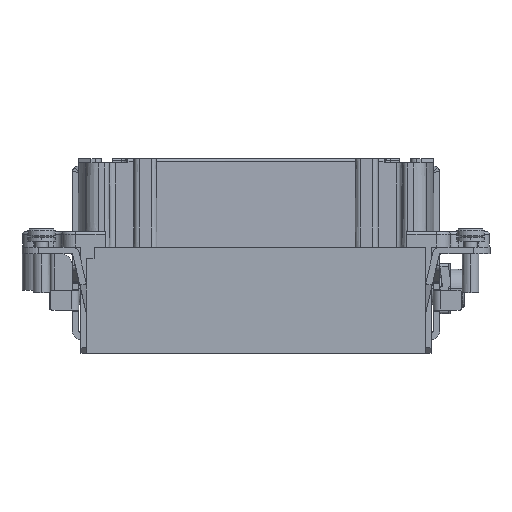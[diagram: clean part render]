
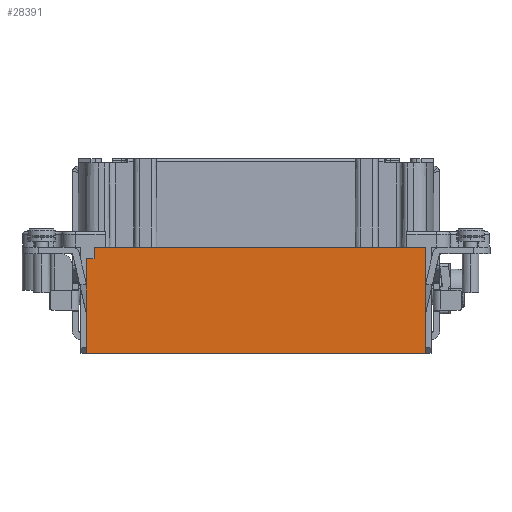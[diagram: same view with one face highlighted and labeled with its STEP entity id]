
A CAD part, left-side view. The second image highlights one B-rep face of the part: STEP entity #28391.
In plain terms, the highlighted planar face has unit normal (-1, 0, 0).
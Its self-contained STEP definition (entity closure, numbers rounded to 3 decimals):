
#101=DIRECTION('',(0.,-1.,0.));
#102=VECTOR('',#101,59.887);
#103=CARTESIAN_POINT('',(-16.95,29.237,-2.7));
#104=LINE('',#103,#102);
#1332=DIRECTION('',(0.,1.,0.));
#1333=VECTOR('',#1332,0.01);
#1334=CARTESIAN_POINT('',(-16.95,29.237,-4.7));
#1335=LINE('',#1334,#1333);
#1336=DIRECTION('',(0.,0.,1.));
#1337=VECTOR('',#1336,2.);
#1338=CARTESIAN_POINT('',(-16.95,29.237,-4.7));
#1339=LINE('',#1338,#1337);
#1340=DIRECTION('',(0.,-0.005,1.));
#1341=VECTOR('',#1340,0.1);
#1342=CARTESIAN_POINT('',(-16.95,29.248,-4.8));
#1343=LINE('',#1342,#1341);
#1348=DIRECTION('',(0.,0.,1.));
#1349=VECTOR('',#1348,19.2);
#1350=CARTESIAN_POINT('',(-16.95,-30.65,-21.9));
#1351=LINE('',#1350,#1349);
#4896=DIRECTION('',(0.,1.,0.));
#4897=VECTOR('',#4896,1.402);
#4898=CARTESIAN_POINT('',(-16.95,29.248,-4.8));
#4899=LINE('',#4898,#4897);
#5088=DIRECTION('',(0.,1.,0.));
#5089=VECTOR('',#5088,61.3);
#5090=CARTESIAN_POINT('',(-16.95,-30.65,-21.9));
#5091=LINE('',#5090,#5089);
#6392=DIRECTION('',(0.,0.,-1.));
#6393=VECTOR('',#6392,17.1);
#6394=CARTESIAN_POINT('',(-16.95,30.65,-4.8));
#6395=LINE('',#6394,#6393);
#24787=CARTESIAN_POINT('',(-16.95,-30.65,-21.9));
#24788=CARTESIAN_POINT('',(-16.95,30.65,-21.9));
#24789=VERTEX_POINT('',#24787);
#24790=VERTEX_POINT('',#24788);
#24849=CARTESIAN_POINT('',(-16.95,29.248,-4.8));
#24850=VERTEX_POINT('',#24849);
#25157=CARTESIAN_POINT('',(-16.95,29.247,-4.7));
#25158=VERTEX_POINT('',#25157);
#25163=CARTESIAN_POINT('',(-16.95,30.65,-4.8));
#25164=VERTEX_POINT('',#25163);
#25167=CARTESIAN_POINT('',(-16.95,29.237,-2.7));
#25168=CARTESIAN_POINT('',(-16.95,-30.65,-2.7));
#25169=VERTEX_POINT('',#25167);
#25170=VERTEX_POINT('',#25168);
#25180=CARTESIAN_POINT('',(-16.95,29.237,-4.7));
#25182=VERTEX_POINT('',#25180);
#28371=CARTESIAN_POINT('',(-16.95,27.3,-2.7));
#28372=DIRECTION('',(1.,0.,0.));
#28373=DIRECTION('',(0.,1.,0.));
#28374=AXIS2_PLACEMENT_3D('',#28371,#28372,#28373);
#28375=PLANE('',#28374);
#28376=ORIENTED_EDGE('',*,*,#28364,.F.);
#28377=ORIENTED_EDGE('',*,*,#28353,.T.);
#28378=ORIENTED_EDGE('',*,*,#27661,.T.);
#28380=ORIENTED_EDGE('',*,*,#28379,.F.);
#28382=ORIENTED_EDGE('',*,*,#28381,.T.);
#28384=ORIENTED_EDGE('',*,*,#28383,.F.);
#28386=ORIENTED_EDGE('',*,*,#28385,.F.);
#28388=ORIENTED_EDGE('',*,*,#28387,.T.);
#28389=EDGE_LOOP('',(#28376,#28377,#28378,#28380,#28382,#28384,#28386,#28388));
#28390=FACE_OUTER_BOUND('',#28389,.F.);
#28391=ADVANCED_FACE('',(#28390),#28375,.F.);
#27661=EDGE_CURVE('',#25169,#25170,#104,.T.);
#28353=EDGE_CURVE('',#25182,#25169,#1339,.T.);
#28364=EDGE_CURVE('',#25182,#25158,#1335,.T.);
#28379=EDGE_CURVE('',#24789,#25170,#1351,.T.);
#28381=EDGE_CURVE('',#24789,#24790,#5091,.T.);
#28383=EDGE_CURVE('',#25164,#24790,#6395,.T.);
#28385=EDGE_CURVE('',#24850,#25164,#4899,.T.);
#28387=EDGE_CURVE('',#24850,#25158,#1343,.T.);
